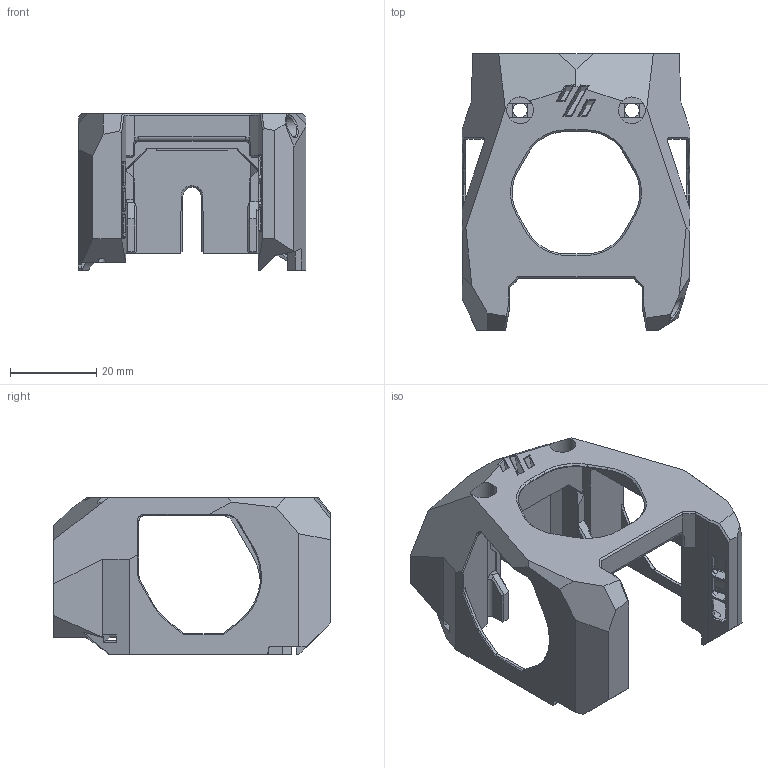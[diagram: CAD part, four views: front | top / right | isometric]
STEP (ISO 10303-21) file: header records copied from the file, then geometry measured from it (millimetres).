
FILE_DESCRIPTION(/* description */ ('STEP AP242','CAx-IF Rec.Pracs.---Representation and Presentation of Product Manufacturing Information (PMI)---4.0---2014-10-13','CAx-IF Rec.Pracs.---3D Tessellated Geometry---0.4---2014-09-14','2;1'),/* implementation_level */ '2;1');
FILE_NAME(/* name */ '63bbdc832446b526039205a3',/* time_stamp */ '2023-01-09T09:21:08+00:00',/* author */ (''),/* organization */ (''),/* preprocessor_version */ 'ST-DEVELOPER v18.102',/* originating_system */ ' ',/* authorisation */ ' ');
FILE_SCHEMA (('AP242_MANAGED_MODEL_BASED_3D_ENGINEERING_MIM_LF { 1 0 10303 442 1 1 4 }'));
Length unit declared in the file: metre
Products named in the file (1): Cowling
Bounding box: 53 x 64.35 x 36.49 mm (x, y, z)
Volume: 26248.8 mm3; surface area: 15876.4 mm2
Topology: 1 solids, 1 shells, 554 faces, 1469 edges, 915 vertices
Faces by surface type: plane 308, bspline 111, cylinder 95, cone 36, torus 3, sphere 1
Full cylindrical faces by diameter (mm): 1.8 x2, 3.4 x4, 4.7 x3, 6.2 x2
Entity records: 20892 total; most frequent: CARTESIAN_POINT 8049, ORIENTED_EDGE 2888, DIRECTION 2297, EDGE_CURVE 1444, VERTEX_POINT 909, LINE 885, VECTOR 885, AXIS2_PLACEMENT_3D 706
